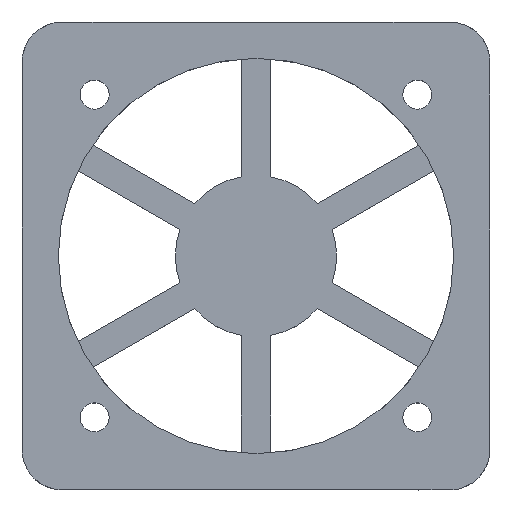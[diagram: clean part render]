
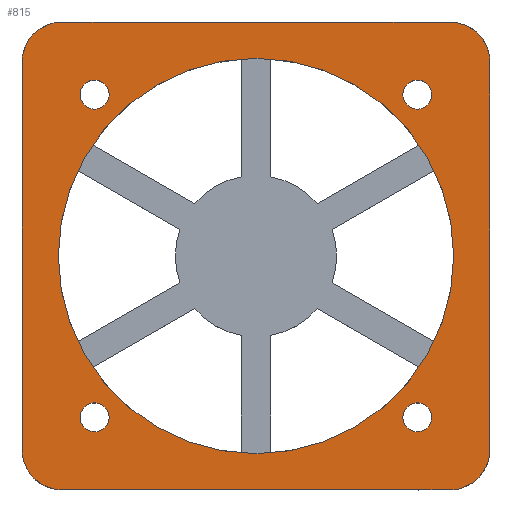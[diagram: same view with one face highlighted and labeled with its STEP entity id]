
A CAD part, top view. The second image highlights one B-rep face of the part: STEP entity #815.
In plain terms, the highlighted planar face has unit normal (0, 0, 1).
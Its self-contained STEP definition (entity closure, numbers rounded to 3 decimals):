
#51=FACE_BOUND('',#186,.T.);
#52=FACE_BOUND('',#187,.T.);
#53=FACE_BOUND('',#188,.T.);
#54=FACE_BOUND('',#189,.T.);
#55=FACE_BOUND('',#190,.T.);
#66=B_SPLINE_CURVE_WITH_KNOTS('',3,(#1906,#1907,#1908,#1909,#1910,#1911,
#1912,#1913,#1914,#1915,#1916,#1917,#1918,#1919,#1920,#1921,#1922,#1923,
#1924,#1925,#1926,#1927,#1928,#1929,#1930,#1931,#1932,#1933,#1934,#1935,
#1936,#1937,#1938,#1939,#1940,#1941,#1942),.UNSPECIFIED.,.T.,.F.,(4,3,3,
3,3,3,3,3,3,3,3,3,4),(0.,0.018,0.035,0.25,0.268,
0.285,0.5,0.518,0.535,0.75,0.768,
0.785,1.),.UNSPECIFIED.);
#82=PLANE('',#923);
#123=FACE_OUTER_BOUND('',#185,.T.);
#185=EDGE_LOOP('',(#743));
#186=EDGE_LOOP('',(#744));
#187=EDGE_LOOP('',(#745));
#188=EDGE_LOOP('',(#746));
#189=EDGE_LOOP('',(#747));
#190=EDGE_LOOP('',(#748));
#349=CIRCLE('',#909,1.8);
#351=CIRCLE('',#912,1.8);
#353=CIRCLE('',#915,24.5);
#355=CIRCLE('',#918,1.8);
#357=CIRCLE('',#921,1.8);
#419=VERTEX_POINT('',#1763);
#421=VERTEX_POINT('',#1769);
#423=VERTEX_POINT('',#1775);
#425=VERTEX_POINT('',#1781);
#427=VERTEX_POINT('',#1787);
#430=VERTEX_POINT('',#1904);
#521=EDGE_CURVE('',#419,#419,#349,.T.);
#524=EDGE_CURVE('',#421,#421,#351,.T.);
#527=EDGE_CURVE('',#423,#423,#353,.T.);
#530=EDGE_CURVE('',#425,#425,#355,.T.);
#533=EDGE_CURVE('',#427,#427,#357,.T.);
#538=EDGE_CURVE('',#430,#430,#66,.T.);
#743=ORIENTED_EDGE('',*,*,#538,.T.);
#744=ORIENTED_EDGE('',*,*,#533,.T.);
#745=ORIENTED_EDGE('',*,*,#530,.T.);
#746=ORIENTED_EDGE('',*,*,#527,.T.);
#747=ORIENTED_EDGE('',*,*,#524,.T.);
#748=ORIENTED_EDGE('',*,*,#521,.T.);
#815=ADVANCED_FACE('',(#123,#51,#52,#53,#54,#55),#82,.T.);
#909=AXIS2_PLACEMENT_3D('',#1764,#1115,#1116);
#912=AXIS2_PLACEMENT_3D('',#1770,#1122,#1123);
#915=AXIS2_PLACEMENT_3D('',#1776,#1129,#1130);
#918=AXIS2_PLACEMENT_3D('',#1782,#1136,#1137);
#921=AXIS2_PLACEMENT_3D('',#1788,#1143,#1144);
#923=AXIS2_PLACEMENT_3D('',#1943,#1149,#1150);
#1115=DIRECTION('center_axis',(0.,0.,-1.));
#1116=DIRECTION('ref_axis',(1.,0.,0.));
#1122=DIRECTION('center_axis',(0.,0.,-1.));
#1123=DIRECTION('ref_axis',(1.,0.,0.));
#1129=DIRECTION('center_axis',(0.,0.,-1.));
#1130=DIRECTION('ref_axis',(1.,0.,0.));
#1136=DIRECTION('center_axis',(0.,0.,-1.));
#1137=DIRECTION('ref_axis',(1.,0.,0.));
#1143=DIRECTION('center_axis',(0.,0.,-1.));
#1144=DIRECTION('ref_axis',(1.,0.,0.));
#1149=DIRECTION('center_axis',(0.,0.,1.));
#1150=DIRECTION('ref_axis',(1.,0.,0.));
#1763=CARTESIAN_POINT('',(18.2,-20.,12.9));
#1764=CARTESIAN_POINT('Origin',(20.,-20.,12.9));
#1769=CARTESIAN_POINT('',(18.2,20.,12.9));
#1770=CARTESIAN_POINT('Origin',(20.,20.,12.9));
#1775=CARTESIAN_POINT('',(-24.5,0.,12.9));
#1776=CARTESIAN_POINT('Origin',(0.,0.,12.9));
#1781=CARTESIAN_POINT('',(-21.8,20.,12.9));
#1782=CARTESIAN_POINT('Origin',(-20.,20.,12.9));
#1787=CARTESIAN_POINT('',(-21.8,-20.,12.9));
#1788=CARTESIAN_POINT('Origin',(-20.,-20.,12.9));
#1904=CARTESIAN_POINT('',(-29.,-24.,12.9));
#1906=CARTESIAN_POINT('Ctrl Pts',(-29.,-24.,12.9));
#1907=CARTESIAN_POINT('Ctrl Pts',(-29.,-25.32,12.9));
#1908=CARTESIAN_POINT('Ctrl Pts',(-28.449,-26.64,12.9));
#1909=CARTESIAN_POINT('Ctrl Pts',(-27.501,-27.569,12.9));
#1910=CARTESIAN_POINT('Ctrl Pts',(-26.577,-28.477,12.9));
#1911=CARTESIAN_POINT('Ctrl Pts',(-25.288,-29.,12.9));
#1912=CARTESIAN_POINT('Ctrl Pts',(-24.,-29.,12.9));
#1913=CARTESIAN_POINT('Ctrl Pts',(-8.,-29.,12.9));
#1914=CARTESIAN_POINT('Ctrl Pts',(8.,-29.,12.9));
#1915=CARTESIAN_POINT('Ctrl Pts',(24.,-29.,12.9));
#1916=CARTESIAN_POINT('Ctrl Pts',(25.32,-29.,12.9));
#1917=CARTESIAN_POINT('Ctrl Pts',(26.64,-28.449,12.9));
#1918=CARTESIAN_POINT('Ctrl Pts',(27.569,-27.501,12.9));
#1919=CARTESIAN_POINT('Ctrl Pts',(28.477,-26.577,12.9));
#1920=CARTESIAN_POINT('Ctrl Pts',(29.,-25.288,12.9));
#1921=CARTESIAN_POINT('Ctrl Pts',(29.,-24.,12.9));
#1922=CARTESIAN_POINT('Ctrl Pts',(29.,-8.,12.9));
#1923=CARTESIAN_POINT('Ctrl Pts',(29.,8.,12.9));
#1924=CARTESIAN_POINT('Ctrl Pts',(29.,24.,12.9));
#1925=CARTESIAN_POINT('Ctrl Pts',(29.,25.32,12.9));
#1926=CARTESIAN_POINT('Ctrl Pts',(28.449,26.64,12.9));
#1927=CARTESIAN_POINT('Ctrl Pts',(27.501,27.569,12.9));
#1928=CARTESIAN_POINT('Ctrl Pts',(26.577,28.477,12.9));
#1929=CARTESIAN_POINT('Ctrl Pts',(25.288,29.,12.9));
#1930=CARTESIAN_POINT('Ctrl Pts',(24.,29.,12.9));
#1931=CARTESIAN_POINT('Ctrl Pts',(8.,29.,12.9));
#1932=CARTESIAN_POINT('Ctrl Pts',(-8.,29.,12.9));
#1933=CARTESIAN_POINT('Ctrl Pts',(-24.,29.,12.9));
#1934=CARTESIAN_POINT('Ctrl Pts',(-25.32,29.,12.9));
#1935=CARTESIAN_POINT('Ctrl Pts',(-26.64,28.449,12.9));
#1936=CARTESIAN_POINT('Ctrl Pts',(-27.569,27.501,12.9));
#1937=CARTESIAN_POINT('Ctrl Pts',(-28.477,26.577,12.9));
#1938=CARTESIAN_POINT('Ctrl Pts',(-29.,25.288,12.9));
#1939=CARTESIAN_POINT('Ctrl Pts',(-29.,24.,12.9));
#1940=CARTESIAN_POINT('Ctrl Pts',(-29.,8.,12.9));
#1941=CARTESIAN_POINT('Ctrl Pts',(-29.,-8.,12.9));
#1942=CARTESIAN_POINT('Ctrl Pts',(-29.,-24.,12.9));
#1943=CARTESIAN_POINT('Origin',(0.,0.,12.9));
